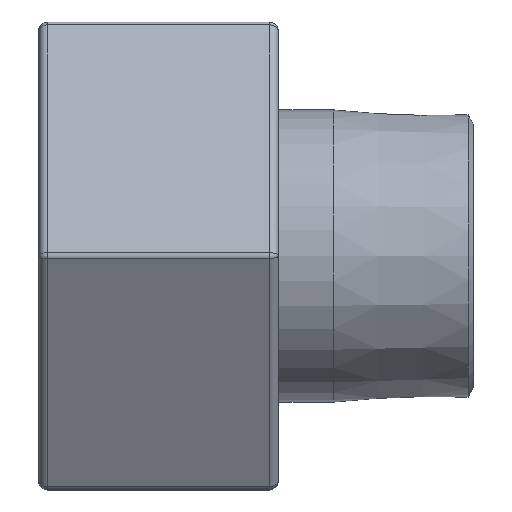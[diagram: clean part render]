
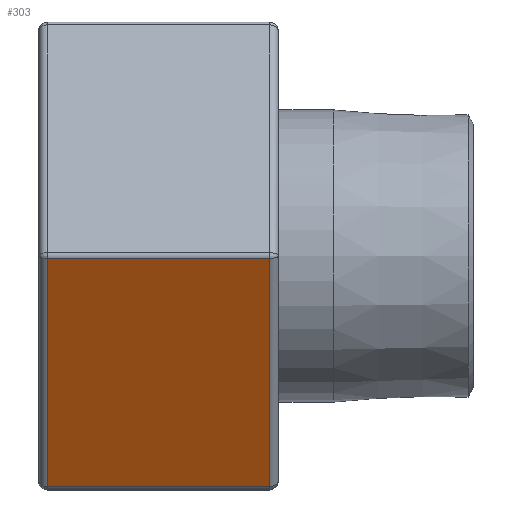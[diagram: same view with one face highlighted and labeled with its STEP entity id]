
A CAD part, top view. The second image highlights one B-rep face of the part: STEP entity #303.
In plain terms, the highlighted face is planar.
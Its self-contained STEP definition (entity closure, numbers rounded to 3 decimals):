
#108=FACE_OUTER_BOUND('',#436,.T.);
#153=LINE('',#1303,#189);
#154=LINE('',#1306,#190);
#155=LINE('',#1308,#191);
#156=LINE('',#1310,#192);
#189=VECTOR('',#1056,1.);
#190=VECTOR('',#1057,1.);
#191=VECTOR('',#1058,1.);
#192=VECTOR('',#1059,1.);
#276=PLANE('',#895);
#303=ADVANCED_FACE('',(#108),#276,.T.);
#436=EDGE_LOOP('',(#527,#528,#529,#530));
#527=ORIENTED_EDGE('',*,*,#757,.T.);
#528=ORIENTED_EDGE('',*,*,#758,.T.);
#529=ORIENTED_EDGE('',*,*,#759,.T.);
#530=ORIENTED_EDGE('',*,*,#760,.T.);
#699=VERTEX_POINT('',#1304);
#700=VERTEX_POINT('',#1305);
#701=VERTEX_POINT('',#1307);
#702=VERTEX_POINT('',#1309);
#757=EDGE_CURVE('',#699,#700,#153,.T.);
#758=EDGE_CURVE('',#700,#701,#154,.T.);
#759=EDGE_CURVE('',#701,#702,#155,.T.);
#760=EDGE_CURVE('',#702,#699,#156,.T.);
#895=AXIS2_PLACEMENT_3D('',#1311,#1060,#1061);
#1056=DIRECTION('',(-0.866,-0.5,0.));
#1057=DIRECTION('',(0.,0.,-1.));
#1058=DIRECTION('',(0.866,0.5,0.));
#1059=DIRECTION('',(0.,0.,1.));
#1060=DIRECTION('',(0.5,-0.866,0.));
#1061=DIRECTION('',(0.866,0.5,0.));
#1303=CARTESIAN_POINT('',(0.,-46.188,39.5));
#1304=CARTESIAN_POINT('',(39.5,-23.383,39.5));
#1305=CARTESIAN_POINT('',(0.5,-45.899,39.5));
#1306=CARTESIAN_POINT('',(0.5,-45.899,41.));
#1307=CARTESIAN_POINT('',(0.5,-45.899,1.5));
#1308=CARTESIAN_POINT('',(40.,-23.094,1.5));
#1309=CARTESIAN_POINT('',(39.5,-23.383,1.5));
#1310=CARTESIAN_POINT('',(39.5,-23.383,41.));
#1311=CARTESIAN_POINT('',(40.,-23.094,41.));
